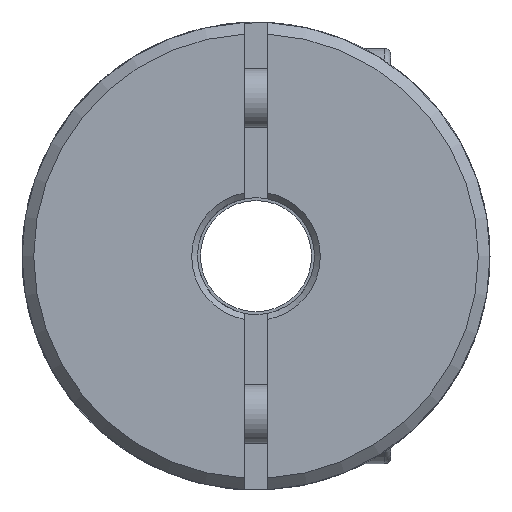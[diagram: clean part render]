
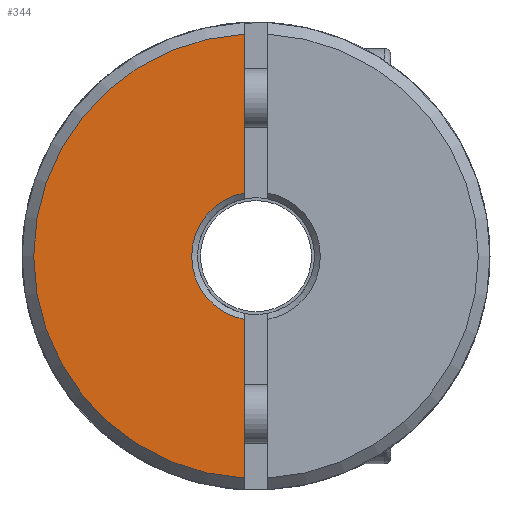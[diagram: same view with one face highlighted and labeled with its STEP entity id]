
A CAD part, left-side view. The second image highlights one B-rep face of the part: STEP entity #344.
In plain terms, the highlighted planar face has unit normal (-1, 0, 0).
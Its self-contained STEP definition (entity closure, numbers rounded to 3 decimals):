
#344 = ADVANCED_FACE( '', ( #934 ), #935, .T. );
#934 = FACE_OUTER_BOUND( '', #1843, .T. );
#935 = PLANE( '', #1844 );
#1843 = EDGE_LOOP( '', ( #2838, #2839, #2840, #2841 ) );
#1844 = AXIS2_PLACEMENT_3D( '', #2842, #2843, #2844 );
#2838 = ORIENTED_EDGE( '', *, *, #5126, .T. );
#2839 = ORIENTED_EDGE( '', *, *, #5127, .T. );
#2840 = ORIENTED_EDGE( '', *, *, #5105, .T. );
#2841 = ORIENTED_EDGE( '', *, *, #5128, .T. );
#2842 = CARTESIAN_POINT( '', ( -2., 0., 3.05 ) );
#2843 = DIRECTION( '', ( -1., 0., 0. ) );
#2844 = DIRECTION( '', ( 0., 0., 1. ) );
#5105 = EDGE_CURVE( '', #6076, #6077, #6078, .T. );
#5126 = EDGE_CURVE( '', #6113, #6114, #6115, .T. );
#5127 = EDGE_CURVE( '', #6114, #6076, #6116, .F. );
#5128 = EDGE_CURVE( '', #6077, #6113, #6117, .T. );
#6076 = VERTEX_POINT( '', #7545 );
#6077 = VERTEX_POINT( '', #7546 );
#6078 = LINE( '', #7547, #7548 );
#6113 = VERTEX_POINT( '', #7603 );
#6114 = VERTEX_POINT( '', #7604 );
#6115 = LINE( '', #7605, #7606 );
#6116 = CIRCLE( '', #7607, 5.5 );
#6117 = CIRCLE( '', #7608, 19. );
#7545 = CARTESIAN_POINT( '', ( -2., 1., 5.408 ) );
#7546 = CARTESIAN_POINT( '', ( -2., 1., 18.974 ) );
#7547 = CARTESIAN_POINT( '', ( -2., 1., 3.05 ) );
#7548 = VECTOR( '', #10186, 1000. );
#7603 = CARTESIAN_POINT( '', ( -2., 1., -18.974 ) );
#7604 = CARTESIAN_POINT( '', ( -2., 1., -5.408 ) );
#7605 = CARTESIAN_POINT( '', ( -2., 1., 3.05 ) );
#7606 = VECTOR( '', #10217, 1000. );
#7607 = AXIS2_PLACEMENT_3D( '', #10218, #10219, #10220 );
#7608 = AXIS2_PLACEMENT_3D( '', #10221, #10222, #10223 );
#10186 = DIRECTION( '', ( 0., 0., 1. ) );
#10217 = DIRECTION( '', ( 0., 0., 1. ) );
#10218 = CARTESIAN_POINT( '', ( -2., 0., 0. ) );
#10219 = DIRECTION( '', ( -1., 0., 0. ) );
#10220 = DIRECTION( '', ( 0., 0., 1. ) );
#10221 = CARTESIAN_POINT( '', ( -2., 0., 0. ) );
#10222 = DIRECTION( '', ( -1., 0., 0. ) );
#10223 = DIRECTION( '', ( 0., 0., 1. ) );
